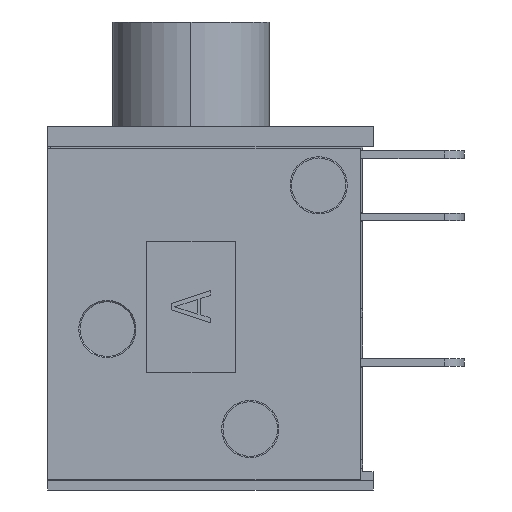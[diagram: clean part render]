
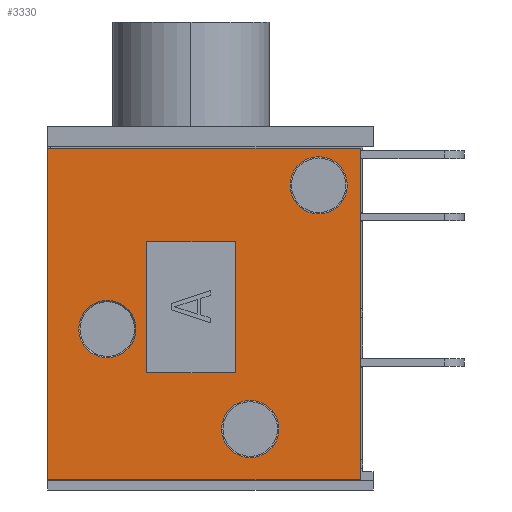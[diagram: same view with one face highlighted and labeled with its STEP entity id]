
A CAD part, left-side view. The second image highlights one B-rep face of the part: STEP entity #3330.
In plain terms, the highlighted planar face has unit normal (-1, 0, 0).
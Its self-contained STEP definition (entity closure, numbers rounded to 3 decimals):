
#10 = DIRECTION ( 'NONE',  ( 0., 0., 1. ) ) ;
#50 = CARTESIAN_POINT ( 'NONE',  ( -3.2, -2.277, -14.555 ) ) ;
#85 = VERTEX_POINT ( 'NONE', #981 ) ;
#127 = AXIS2_PLACEMENT_3D ( 'NONE', #518, #1647, #1340 ) ;
#167 = EDGE_CURVE ( 'NONE', #638, #2519, #2448, .T. ) ;
#170 = ORIENTED_EDGE ( 'NONE', *, *, #1091, .T. ) ;
#178 = LINE ( 'NONE', #3518, #1299 ) ;
#210 = FACE_BOUND ( 'NONE', #1915, .T. ) ;
#263 = FACE_BOUND ( 'NONE', #2220, .T. ) ;
#279 = LINE ( 'NONE', #552, #1314 ) ;
#338 = CARTESIAN_POINT ( 'NONE',  ( -3.2, -4.91, -7.38 ) ) ;
#358 = LINE ( 'NONE', #1208, #2487 ) ;
#371 = CARTESIAN_POINT ( 'NONE',  ( -3.2, -2.277, -15.655 ) ) ;
#380 = ORIENTED_EDGE ( 'NONE', *, *, #3308, .T. ) ;
#409 = VECTOR ( 'NONE', #2622, 1000. ) ;
#433 = EDGE_CURVE ( 'NONE', #950, #3448, #639, .T. ) ;
#439 = ORIENTED_EDGE ( 'NONE', *, *, #3596, .T. ) ;
#446 = ORIENTED_EDGE ( 'NONE', *, *, #2891, .T. ) ;
#450 = CARTESIAN_POINT ( 'NONE',  ( -3.2, -1.7, -8.45 ) ) ;
#466 = DIRECTION ( 'NONE',  ( 0., -1., 0. ) ) ;
#514 = EDGE_CURVE ( 'NONE', #3448, #950, #1415, .T. ) ;
#518 = CARTESIAN_POINT ( 'NONE',  ( -3.2, 3.219, -11.81 ) ) ;
#519 = LINE ( 'NONE', #2130, #535 ) ;
#533 = VECTOR ( 'NONE', #2343, 1000. ) ;
#535 = VECTOR ( 'NONE', #466, 1000. ) ;
#552 = CARTESIAN_POINT ( 'NONE',  ( -3.2, -6.5, -17.6 ) ) ;
#570 = DIRECTION ( 'NONE',  ( 0., 0., -1. ) ) ;
#638 = VERTEX_POINT ( 'NONE', #755 ) ;
#639 = CIRCLE ( 'NONE', #1112, 1.1 ) ;
#666 = VERTEX_POINT ( 'NONE', #1820 ) ;
#700 = VECTOR ( 'NONE', #1911, 1000. ) ;
#706 = AXIS2_PLACEMENT_3D ( 'NONE', #2782, #814, #2233 ) ;
#713 = VECTOR ( 'NONE', #570, 1000. ) ;
#734 = CARTESIAN_POINT ( 'NONE',  ( -3.2, -6.5, -4.85 ) ) ;
#740 = VERTEX_POINT ( 'NONE', #1068 ) ;
#755 = CARTESIAN_POINT ( 'NONE',  ( -3.2, -1.7, -13.5 ) ) ;
#779 = VERTEX_POINT ( 'NONE', #1925 ) ;
#812 = CARTESIAN_POINT ( 'NONE',  ( -3.2, 3.219, -12.91 ) ) ;
#814 = DIRECTION ( 'NONE',  ( 1., 0., 0. ) ) ;
#931 = ORIENTED_EDGE ( 'NONE', *, *, #2457, .F. ) ;
#950 = VERTEX_POINT ( 'NONE', #338 ) ;
#962 = ORIENTED_EDGE ( 'NONE', *, *, #1003, .T. ) ;
#981 = CARTESIAN_POINT ( 'NONE',  ( -3.2, 5.5, -17.6 ) ) ;
#1003 = EDGE_CURVE ( 'NONE', #2083, #779, #3229, .T. ) ;
#1068 = CARTESIAN_POINT ( 'NONE',  ( -3.2, -2.277, -16.755 ) ) ;
#1091 = EDGE_CURVE ( 'NONE', #85, #2446, #178, .T. ) ;
#1112 = AXIS2_PLACEMENT_3D ( 'NONE', #3195, #3116, #1508 ) ;
#1151 = CARTESIAN_POINT ( 'NONE',  ( -3.2, 3.219, -11.81 ) ) ;
#1208 = CARTESIAN_POINT ( 'NONE',  ( -3.2, 5.5, -4.85 ) ) ;
#1213 = CARTESIAN_POINT ( 'NONE',  ( -3.2, 1.7, -8.45 ) ) ;
#1275 = DIRECTION ( 'NONE',  ( 0., 0., -1. ) ) ;
#1299 = VECTOR ( 'NONE', #2426, 1000. ) ;
#1300 = EDGE_LOOP ( 'NONE', ( #439, #446 ) ) ;
#1314 = VECTOR ( 'NONE', #10, 1000. ) ;
#1340 = DIRECTION ( 'NONE',  ( 0., 0., -1. ) ) ;
#1394 = CARTESIAN_POINT ( 'NONE',  ( -3.2, -0.5, -11.225 ) ) ;
#1415 = CIRCLE ( 'NONE', #706, 1.1 ) ;
#1508 = DIRECTION ( 'NONE',  ( 0., 0., -1. ) ) ;
#1552 = AXIS2_PLACEMENT_3D ( 'NONE', #1394, #2202, #1902 ) ;
#1586 = EDGE_CURVE ( 'NONE', #666, #2651, #1771, .T. ) ;
#1611 = CARTESIAN_POINT ( 'NONE',  ( -3.2, -4.91, -5.18 ) ) ;
#1625 = FACE_BOUND ( 'NONE', #1300, .T. ) ;
#1647 = DIRECTION ( 'NONE',  ( 1., 0., 0. ) ) ;
#1666 = LINE ( 'NONE', #1983, #713 ) ;
#1693 = ORIENTED_EDGE ( 'NONE', *, *, #1586, .T. ) ;
#1771 = CIRCLE ( 'NONE', #127, 1.1 ) ;
#1807 = EDGE_LOOP ( 'NONE', ( #380, #170, #2248, #962 ) ) ;
#1810 = EDGE_CURVE ( 'NONE', #2871, #2564, #1666, .T. ) ;
#1820 = CARTESIAN_POINT ( 'NONE',  ( -3.2, 3.219, -10.71 ) ) ;
#1832 = EDGE_CURVE ( 'NONE', #2651, #666, #2476, .T. ) ;
#1902 = DIRECTION ( 'NONE',  ( 0., 1., 0. ) ) ;
#1911 = DIRECTION ( 'NONE',  ( 0., 0., 1. ) ) ;
#1915 = EDGE_LOOP ( 'NONE', ( #3090, #1693 ) ) ;
#1925 = CARTESIAN_POINT ( 'NONE',  ( -3.2, 5.5, -4.85 ) ) ;
#1983 = CARTESIAN_POINT ( 'NONE',  ( -3.2, 1.7, -8.45 ) ) ;
#2001 = EDGE_CURVE ( 'NONE', #2519, #2871, #2041, .T. ) ;
#2017 = ORIENTED_EDGE ( 'NONE', *, *, #433, .T. ) ;
#2020 = EDGE_LOOP ( 'NONE', ( #2017, #3017 ) ) ;
#2033 = DIRECTION ( 'NONE',  ( 0., 0., -1. ) ) ;
#2041 = LINE ( 'NONE', #3479, #533 ) ;
#2057 = CARTESIAN_POINT ( 'NONE',  ( -3.2, -2.277, -15.655 ) ) ;
#2066 = ORIENTED_EDGE ( 'NONE', *, *, #2001, .F. ) ;
#2083 = VERTEX_POINT ( 'NONE', #2614 ) ;
#2130 = CARTESIAN_POINT ( 'NONE',  ( -3.2, 1.7, -13.5 ) ) ;
#2202 = DIRECTION ( 'NONE',  ( 1., 0., 0. ) ) ;
#2220 = EDGE_LOOP ( 'NONE', ( #931, #3200, #2066, #2678 ) ) ;
#2233 = DIRECTION ( 'NONE',  ( 0., 0., -1. ) ) ;
#2248 = ORIENTED_EDGE ( 'NONE', *, *, #3555, .T. ) ;
#2253 = CIRCLE ( 'NONE', #3183, 1.1 ) ;
#2299 = AXIS2_PLACEMENT_3D ( 'NONE', #1151, #3366, #3076 ) ;
#2333 = DIRECTION ( 'NONE',  ( 0., 0., -1. ) ) ;
#2343 = DIRECTION ( 'NONE',  ( 0., 1., 0. ) ) ;
#2426 = DIRECTION ( 'NONE',  ( 0., -1., 0. ) ) ;
#2446 = VERTEX_POINT ( 'NONE', #3262 ) ;
#2448 = LINE ( 'NONE', #3524, #700 ) ;
#2457 = EDGE_CURVE ( 'NONE', #2564, #638, #519, .T. ) ;
#2476 = CIRCLE ( 'NONE', #2299, 1.1 ) ;
#2486 = CARTESIAN_POINT ( 'NONE',  ( -3.2, 1.7, -13.5 ) ) ;
#2487 = VECTOR ( 'NONE', #2333, 1000. ) ;
#2519 = VERTEX_POINT ( 'NONE', #450 ) ;
#2564 = VERTEX_POINT ( 'NONE', #2486 ) ;
#2614 = CARTESIAN_POINT ( 'NONE',  ( -3.2, -6.5, -4.85 ) ) ;
#2622 = DIRECTION ( 'NONE',  ( 0., 1., 0. ) ) ;
#2651 = VERTEX_POINT ( 'NONE', #812 ) ;
#2661 = CIRCLE ( 'NONE', #3123, 1.1 ) ;
#2678 = ORIENTED_EDGE ( 'NONE', *, *, #167, .F. ) ;
#2762 = FACE_BOUND ( 'NONE', #2020, .T. ) ;
#2782 = CARTESIAN_POINT ( 'NONE',  ( -3.2, -4.91, -6.28 ) ) ;
#2871 = VERTEX_POINT ( 'NONE', #1213 ) ;
#2891 = EDGE_CURVE ( 'NONE', #3267, #740, #2253, .T. ) ;
#2940 = DIRECTION ( 'NONE',  ( 1., 0., 0. ) ) ;
#2999 = PLANE ( 'NONE',  #1552 ) ;
#3017 = ORIENTED_EDGE ( 'NONE', *, *, #514, .T. ) ;
#3076 = DIRECTION ( 'NONE',  ( 0., 0., -1. ) ) ;
#3090 = ORIENTED_EDGE ( 'NONE', *, *, #1832, .T. ) ;
#3116 = DIRECTION ( 'NONE',  ( 1., 0., 0. ) ) ;
#3123 = AXIS2_PLACEMENT_3D ( 'NONE', #371, #2940, #1275 ) ;
#3176 = DIRECTION ( 'NONE',  ( 1., 0., 0. ) ) ;
#3183 = AXIS2_PLACEMENT_3D ( 'NONE', #2057, #3176, #2033 ) ;
#3195 = CARTESIAN_POINT ( 'NONE',  ( -3.2, -4.91, -6.28 ) ) ;
#3200 = ORIENTED_EDGE ( 'NONE', *, *, #1810, .F. ) ;
#3229 = LINE ( 'NONE', #734, #409 ) ;
#3262 = CARTESIAN_POINT ( 'NONE',  ( -3.2, -6.5, -17.6 ) ) ;
#3267 = VERTEX_POINT ( 'NONE', #50 ) ;
#3308 = EDGE_CURVE ( 'NONE', #779, #85, #358, .T. ) ;
#3330 = ADVANCED_FACE ( 'NONE', ( #263, #2762, #1625, #210, #3343 ), #2999, .F. ) ;
#3343 = FACE_OUTER_BOUND ( 'NONE', #1807, .T. ) ;
#3366 = DIRECTION ( 'NONE',  ( 1., 0., 0. ) ) ;
#3448 = VERTEX_POINT ( 'NONE', #1611 ) ;
#3479 = CARTESIAN_POINT ( 'NONE',  ( -3.2, -1.7, -8.45 ) ) ;
#3518 = CARTESIAN_POINT ( 'NONE',  ( -3.2, 5.5, -17.6 ) ) ;
#3524 = CARTESIAN_POINT ( 'NONE',  ( -3.2, -1.7, -13.5 ) ) ;
#3555 = EDGE_CURVE ( 'NONE', #2446, #2083, #279, .T. ) ;
#3596 = EDGE_CURVE ( 'NONE', #740, #3267, #2661, .T. ) ;
